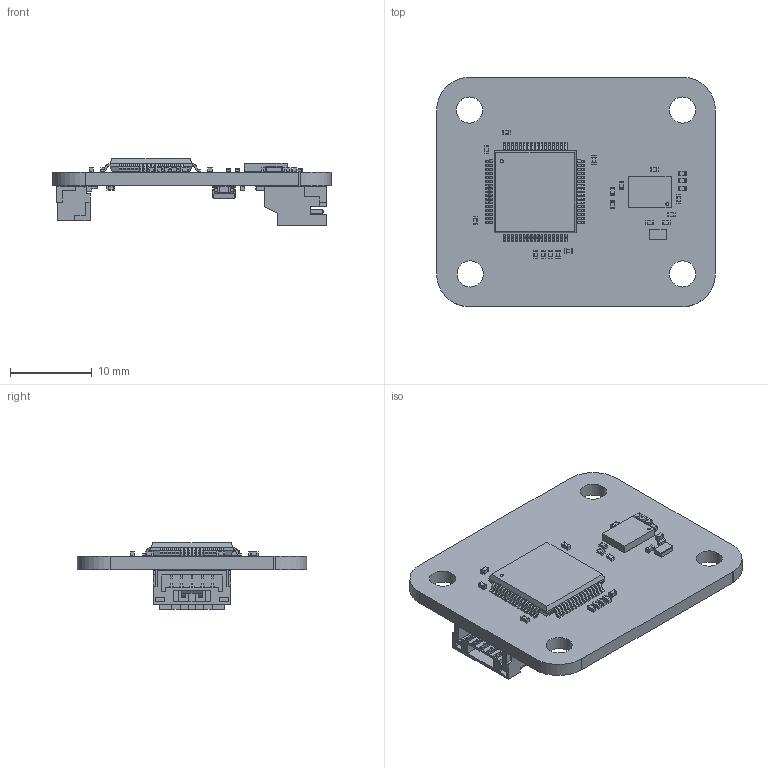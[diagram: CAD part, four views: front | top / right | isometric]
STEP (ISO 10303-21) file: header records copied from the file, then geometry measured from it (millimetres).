
FILE_DESCRIPTION(('KiCad electronic assembly'),'2;1');
FILE_NAME('KiBot_Project_Test.step','2025-03-02T21:58:01',('Pcbnew'),( 'Kicad'),'Open CASCADE STEP processor 7.6','KiCad to STEP converter' ,'Unknown');
FILE_SCHEMA(('AUTOMOTIVE_DESIGN { 1 0 10303 214 1 1 1 1 }'));
Length unit declared in the file: millimetre
Products named in the file (20): KiBot_Project_Test 1; R_0402_1005Metric; C_0402_1005Metric; LGA-28_5.2x3.8mm_P0.5mm; LGA_28_52x38mm_P05mm; LQFP64-10x10mm; part; Crystal_SMD_MicroCrystal_CC8V-T1A-2Pin_2.0x1.2mm; MicroCrystal_CC8V_T1A; S2B-PH-SM4-TB; S3B-PH-SM4-TB v8; C_0603_1608Metric; JST_GH_SM05B-GHS-TB_1x05-1MP_P1.25mm_Horizontal; JST_SM05B_GHS_TB; SOT-23-5; SOT_23_5; kibot_9a9j_two_PCB
Assembly tree (41 placements, depth 3):
  KiBot_Project_Test 1
    R_0402_1005Metric  x6
      R_0402_1005Metric
    C_0402_1005Metric  x17
      C_0402_1005Metric
    LGA-28_5.2x3.8mm_P0.5mm
      LGA_28_52x38mm_P05mm
    LQFP64-10x10mm
      part
    Crystal_SMD_MicroCrystal_CC8V-T1A-2Pin_2.0x1.2mm
      MicroCrystal_CC8V_T1A
    S2B-PH-SM4-TB
      S3B-PH-SM4-TB v8
    C_0603_1608Metric  x2
      C_0603_1608Metric
    JST_GH_SM05B-GHS-TB_1x05-1MP_P1.25mm_Horizontal
      JST_SM05B_GHS_TB
    SOT-23-5
      SOT_23_5
    kibot_9a9j_two_PCB
Bounding box: 34 x 28 x 8.15 mm (x, y, z)
Volume: 1888 mm3; surface area: 3340.9 mm2
Topology: 101 solids, 101 shells, 2263 faces, 5867 edges, 3884 vertices
Faces by surface type: plane 1652, cylinder 582, bspline 29
Full cylindrical faces by diameter (mm): 0.35 x1, 0.4 x1, 3.2 x4
Entity records: 61198 total; most frequent: CARTESIAN_POINT 8970, ORIENTED_EDGE 8606, DIRECTION 8286, EDGE_CURVE 4303, LINE 3594, VECTOR 3594, VERTEX_POINT 2848, AXIS2_PLACEMENT_3D 2346
